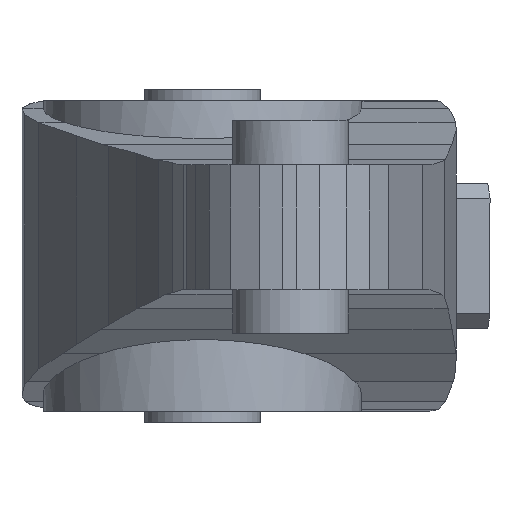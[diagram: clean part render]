
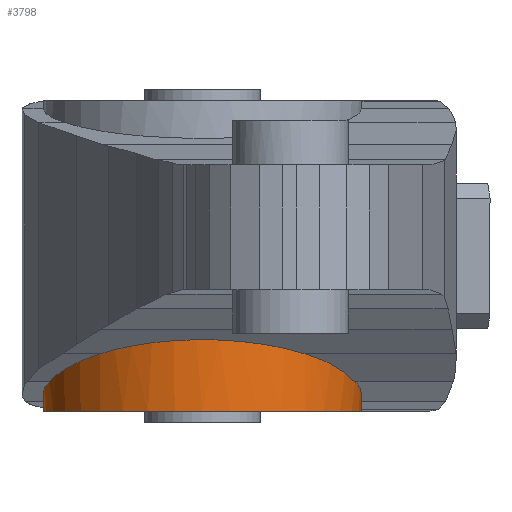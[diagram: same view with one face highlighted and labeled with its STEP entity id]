
A CAD part, left-side view. The second image highlights one B-rep face of the part: STEP entity #3798.
In plain terms, the highlighted cylindrical face has radius 110 mm (diameter 220 mm), a partial arc.
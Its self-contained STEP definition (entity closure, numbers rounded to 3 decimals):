
#141 = VECTOR ( 'NONE', #864, 1000. ) ;
#173 = LINE ( 'NONE', #843, #141 ) ;
#229 = CARTESIAN_POINT ( 'NONE',  ( -850., 110., -107.5 ) ) ;
#233 = CARTESIAN_POINT ( 'NONE',  ( -860.442, 110., -92.292 ) ) ;
#335 = VERTEX_POINT ( 'NONE', #1732 ) ;
#555 = EDGE_CURVE ( 'NONE', #3016, #335, #3099, .T. ) ;
#766 = CARTESIAN_POINT ( 'NONE',  ( -970.285, 28.098, -54. ) ) ;
#788 = CARTESIAN_POINT ( 'NONE',  ( -970.285, -28.098, -54. ) ) ;
#822 = CARTESIAN_POINT ( 'NONE',  ( -880.802, 105.599, -87.128 ) ) ;
#826 = CIRCLE ( 'NONE', #3193, 110. ) ;
#843 = CARTESIAN_POINT ( 'NONE',  ( -850., -110., -107.5 ) ) ;
#864 = DIRECTION ( 'NONE',  ( 0., 0., 1. ) ) ;
#881 = CYLINDRICAL_SURFACE ( 'NONE', #1345, 110. ) ;
#889 = VERTEX_POINT ( 'NONE', #4225 ) ;
#912 = CARTESIAN_POINT ( 'NONE',  ( -880.802, -105.599, -87.128 ) ) ;
#947 = CARTESIAN_POINT ( 'NONE',  ( -850., -110., -107.5 ) ) ;
#1029 = EDGE_CURVE ( 'NONE', #889, #3311, #3379, .T. ) ;
#1072 = EDGE_CURVE ( 'NONE', #4173, #3016, #4209, .T. ) ;
#1116 =( BOUNDED_CURVE ( )  B_SPLINE_CURVE ( 3, ( #1806, #788, #766, #1719 ),
 .UNSPECIFIED., .F., .T. ) 
 B_SPLINE_CURVE_WITH_KNOTS ( ( 4, 4 ),
 ( 5.581, 6.985 ),
 .UNSPECIFIED. ) 
 CURVE ( )  GEOMETRIC_REPRESENTATION_ITEM ( )  RATIONAL_B_SPLINE_CURVE ( ( 1., 0.842, 0.842, 1. ) ) 
 REPRESENTATION_ITEM ( '' )  );
#1219 = FACE_OUTER_BOUND ( 'NONE', #3749, .T. ) ;
#1345 = AXIS2_PLACEMENT_3D ( 'NONE', #4349, #4373, #3323 ) ;
#1353 = DIRECTION ( 'NONE',  ( 0., 0., -1. ) ) ;
#1519 = EDGE_CURVE ( 'NONE', #3218, #2833, #2803, .T. ) ;
#1582 = DIRECTION ( 'NONE',  ( 0., 0., 1. ) ) ;
#1587 = CARTESIAN_POINT ( 'NONE',  ( -919.952, -87.639, -72.87 ) ) ;
#1654 = CARTESIAN_POINT ( 'NONE',  ( -934.006, -71.014, -67.752 ) ) ;
#1679 = EDGE_CURVE ( 'NONE', #335, #3218, #1116, .T. ) ;
#1719 = CARTESIAN_POINT ( 'NONE',  ( -934.006, 71.014, -67.752 ) ) ;
#1732 = CARTESIAN_POINT ( 'NONE',  ( -934.006, -71.014, -67.752 ) ) ;
#1772 = CARTESIAN_POINT ( 'NONE',  ( -934.006, 71.014, -67.752 ) ) ;
#1805 = ORIENTED_EDGE ( 'NONE', *, *, #1679, .T. ) ;
#1806 = CARTESIAN_POINT ( 'NONE',  ( -934.006, -71.014, -67.752 ) ) ;
#1910 = ORIENTED_EDGE ( 'NONE', *, *, #1519, .T. ) ;
#1983 = ORIENTED_EDGE ( 'NONE', *, *, #555, .T. ) ;
#2007 = CARTESIAN_POINT ( 'NONE',  ( -919.952, 87.639, -72.87 ) ) ;
#2032 = CARTESIAN_POINT ( 'NONE',  ( -934.006, 71.014, -67.752 ) ) ;
#2074 = VECTOR ( 'NONE', #1582, 1000. ) ;
#2101 = DIRECTION ( 'NONE',  ( 1., 0., 0. ) ) ;
#2289 = CARTESIAN_POINT ( 'NONE',  ( -850., 110., -94.94 ) ) ;
#2317 = ORIENTED_EDGE ( 'NONE', *, *, #1029, .F. ) ;
#2321 = EDGE_CURVE ( 'NONE', #3422, #889, #826, .T. ) ;
#2402 = ORIENTED_EDGE ( 'NONE', *, *, #3656, .T. ) ;
#2456 = CARTESIAN_POINT ( 'NONE',  ( -880.802, 105.599, -87.128 ) ) ;
#2519 = CARTESIAN_POINT ( 'NONE',  ( -850., -110., -94.94 ) ) ;
#2611 = CARTESIAN_POINT ( 'NONE',  ( -850., -110., -94.94 ) ) ;
#2738 = ORIENTED_EDGE ( 'NONE', *, *, #2957, .T. ) ;
#2799 = ORIENTED_EDGE ( 'NONE', *, *, #1072, .T. ) ;
#2803 =( BOUNDED_CURVE ( )  B_SPLINE_CURVE ( 3, ( #2032, #2007, #2970, #2991 ),
 .UNSPECIFIED., .F., .F. ) 
 B_SPLINE_CURVE_WITH_KNOTS ( ( 4, 4 ),
 ( 0.702, 1.287 ),
 .UNSPECIFIED. ) 
 CURVE ( )  GEOMETRIC_REPRESENTATION_ITEM ( )  RATIONAL_B_SPLINE_CURVE ( ( 1., 0.972, 0.972, 1. ) ) 
 REPRESENTATION_ITEM ( '' )  );
#2833 = VERTEX_POINT ( 'NONE', #822 ) ;
#2934 = CARTESIAN_POINT ( 'NONE',  ( -850., 110., -94.94 ) ) ;
#2937 =( BOUNDED_CURVE ( )  B_SPLINE_CURVE ( 3, ( #2456, #4305, #233, #2934 ),
 .UNSPECIFIED., .F., .T. ) 
 B_SPLINE_CURVE_WITH_KNOTS ( ( 4, 4 ),
 ( 1.287, 1.571 ),
 .UNSPECIFIED. ) 
 CURVE ( )  GEOMETRIC_REPRESENTATION_ITEM ( )  RATIONAL_B_SPLINE_CURVE ( ( 1., 0.993, 0.993, 1. ) ) 
 REPRESENTATION_ITEM ( '' )  );
#2957 = EDGE_CURVE ( 'NONE', #2833, #3311, #2937, .T. ) ;
#2970 = CARTESIAN_POINT ( 'NONE',  ( -901.701, 99.504, -79.517 ) ) ;
#2991 = CARTESIAN_POINT ( 'NONE',  ( -880.802, 105.599, -87.128 ) ) ;
#3016 = VERTEX_POINT ( 'NONE', #3631 ) ;
#3099 =( BOUNDED_CURVE ( )  B_SPLINE_CURVE ( 3, ( #3320, #4017, #1587, #1654 ),
 .UNSPECIFIED., .F., .T. ) 
 B_SPLINE_CURVE_WITH_KNOTS ( ( 4, 4 ),
 ( 4.996, 5.581 ),
 .UNSPECIFIED. ) 
 CURVE ( )  GEOMETRIC_REPRESENTATION_ITEM ( )  RATIONAL_B_SPLINE_CURVE ( ( 1., 0.972, 0.972, 1. ) ) 
 REPRESENTATION_ITEM ( '' )  );
#3193 = AXIS2_PLACEMENT_3D ( 'NONE', #3781, #1353, #2101 ) ;
#3218 = VERTEX_POINT ( 'NONE', #1772 ) ;
#3311 = VERTEX_POINT ( 'NONE', #2289 ) ;
#3320 = CARTESIAN_POINT ( 'NONE',  ( -880.802, -105.599, -87.128 ) ) ;
#3323 = DIRECTION ( 'NONE',  ( 0., -1., 0. ) ) ;
#3345 = ORIENTED_EDGE ( 'NONE', *, *, #2321, .F. ) ;
#3379 = LINE ( 'NONE', #229, #2074 ) ;
#3422 = VERTEX_POINT ( 'NONE', #947 ) ;
#3631 = CARTESIAN_POINT ( 'NONE',  ( -880.802, -105.599, -87.128 ) ) ;
#3656 = EDGE_CURVE ( 'NONE', #3422, #4173, #173, .T. ) ;
#3666 = CARTESIAN_POINT ( 'NONE',  ( -870.778, -108.523, -89.67 ) ) ;
#3749 = EDGE_LOOP ( 'NONE', ( #2317, #3345, #2402, #2799, #1983, #1805, #1910, #2738 ) ) ;
#3781 = CARTESIAN_POINT ( 'NONE',  ( -850., 0., -107.5 ) ) ;
#3798 = ADVANCED_FACE ( 'NONE', ( #1219 ), #881, .T. ) ;
#3987 = CARTESIAN_POINT ( 'NONE',  ( -860.442, -110., -92.292 ) ) ;
#4017 = CARTESIAN_POINT ( 'NONE',  ( -901.701, -99.504, -79.517 ) ) ;
#4173 = VERTEX_POINT ( 'NONE', #2519 ) ;
#4209 =( BOUNDED_CURVE ( )  B_SPLINE_CURVE ( 3, ( #2611, #3987, #3666, #912 ),
 .UNSPECIFIED., .F., .T. ) 
 B_SPLINE_CURVE_WITH_KNOTS ( ( 4, 4 ),
 ( 4.712, 4.996 ),
 .UNSPECIFIED. ) 
 CURVE ( )  GEOMETRIC_REPRESENTATION_ITEM ( )  RATIONAL_B_SPLINE_CURVE ( ( 1., 0.993, 0.993, 1. ) ) 
 REPRESENTATION_ITEM ( '' )  );
#4225 = CARTESIAN_POINT ( 'NONE',  ( -850., 110., -107.5 ) ) ;
#4305 = CARTESIAN_POINT ( 'NONE',  ( -870.778, 108.523, -89.67 ) ) ;
#4349 = CARTESIAN_POINT ( 'NONE',  ( -850., 0., -107.5 ) ) ;
#4373 = DIRECTION ( 'NONE',  ( 0., 0., 1. ) ) ;
